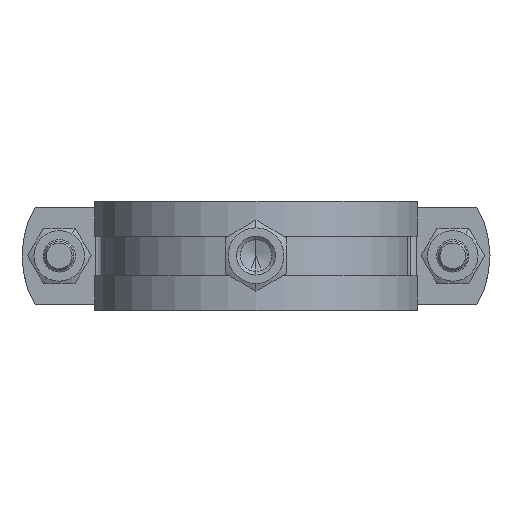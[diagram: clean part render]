
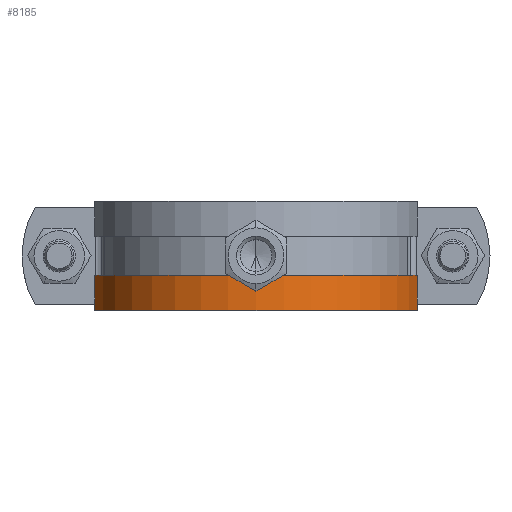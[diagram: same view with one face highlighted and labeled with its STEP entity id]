
A CAD part, top view. The second image highlights one B-rep face of the part: STEP entity #8185.
In plain terms, the highlighted cylindrical face has radius 50.9 mm (diameter 101.8 mm), a partial arc.
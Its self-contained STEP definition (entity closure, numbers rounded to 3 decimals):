
#8127=CARTESIAN_POINT('',(274.145,114.102,16.815));
#8128=VERTEX_POINT('',#8127);
#8135=CARTESIAN_POINT('',(174.402,114.102,16.815));
#8136=VERTEX_POINT('',#8135);
#8137=CARTESIAN_POINT('',(224.274,103.922,16.815));
#8138=DIRECTION('',(0.0,0.0,-1.0));
#8139=DIRECTION('',(1.0,0.0,0.0));
#8140=AXIS2_PLACEMENT_3D('',#8137,#8138,#8139);
#8141=CIRCLE('',#8140,50.9);
#8142=EDGE_CURVE('',#8136,#8128,#8141,.T.);
#8154=CARTESIAN_POINT('',(224.274,103.922,11.415));
#8155=DIRECTION('',(0.0,0.0,-1.0));
#8156=DIRECTION('',(1.0,0.0,0.0));
#8157=AXIS2_PLACEMENT_3D('',#8154,#8155,#8156);
#8158=CYLINDRICAL_SURFACE('',#8157,50.9);
#8159=CARTESIAN_POINT('',(274.145,114.102,6.015));
#8160=VERTEX_POINT('',#8159);
#8161=CARTESIAN_POINT('',(274.145,114.102,16.815));
#8162=DIRECTION('',(0.0,0.0,-1.0));
#8163=VECTOR('',#8162,10.8);
#8164=LINE('',#8161,#8163);
#8165=EDGE_CURVE('',#8128,#8160,#8164,.T.);
#8166=ORIENTED_EDGE('',*,*,#8165,.T.);
#8167=CARTESIAN_POINT('',(174.402,114.102,6.015));
#8168=VERTEX_POINT('',#8167);
#8169=CARTESIAN_POINT('',(224.274,103.922,6.015));
#8170=DIRECTION('',(0.0,0.0,-1.0));
#8171=DIRECTION('',(1.0,0.0,0.0));
#8172=AXIS2_PLACEMENT_3D('',#8169,#8170,#8171);
#8173=CIRCLE('',#8172,50.9);
#8174=EDGE_CURVE('',#8168,#8160,#8173,.T.);
#8175=ORIENTED_EDGE('',*,*,#8174,.F.);
#8176=CARTESIAN_POINT('',(174.402,114.102,6.015));
#8177=DIRECTION('',(0.0,0.0,1.0));
#8178=VECTOR('',#8177,10.8);
#8179=LINE('',#8176,#8178);
#8180=EDGE_CURVE('',#8168,#8136,#8179,.T.);
#8181=ORIENTED_EDGE('',*,*,#8180,.T.);
#8182=ORIENTED_EDGE('',*,*,#8142,.T.);
#8183=EDGE_LOOP('',(#8166,#8175,#8181,#8182));
#8184=FACE_OUTER_BOUND('',#8183,.T.);
#8185=ADVANCED_FACE('',(#8184),#8158,.T.);
